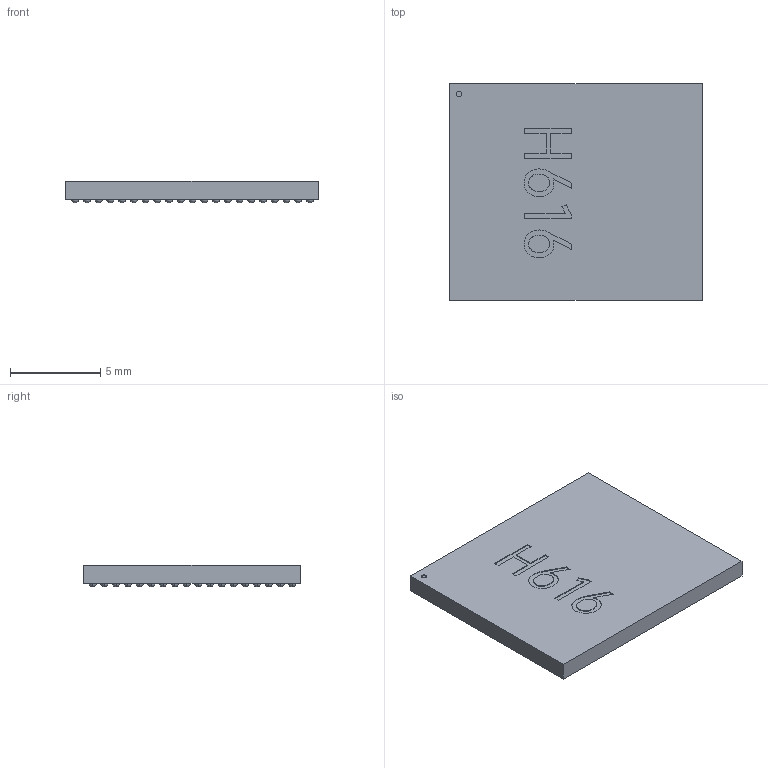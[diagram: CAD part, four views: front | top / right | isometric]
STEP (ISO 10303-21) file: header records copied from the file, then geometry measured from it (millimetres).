
FILE_DESCRIPTION(('FreeCAD Model'),'2;1');
FILE_NAME('Open CASCADE Shape Model','2023-10-21T23:54:49',('Author'),( ''),'Open CASCADE STEP processor 7.6','FreeCAD','Unknown');
FILE_SCHEMA(('AUTOMOTIVE_DESIGN { 1 0 10303 214 1 1 1 1 }'));
Length unit declared in the file: millimetre
Products named in the file (1): H616
Bounding box: 14 x 12 x 1.2 mm (x, y, z)
Volume: 169 mm3; surface area: 399.4 mm2
Topology: 1 solids, 1 shells, 202 faces, 727 edges, 460 vertices
Faces by surface type: sphere 148, plane 38, bspline 14, cylinder 2
Entity records: 22803 total; most frequent: CARTESIAN_POINT 11206, DIRECTION 2177, ORIENTED_EDGE 1158, PCURVE 1158, DEFINITIONAL_REPRESENTATION 1158, CIRCLE 746, AXIS2_PLACEMENT_3D 637, LINE 605
